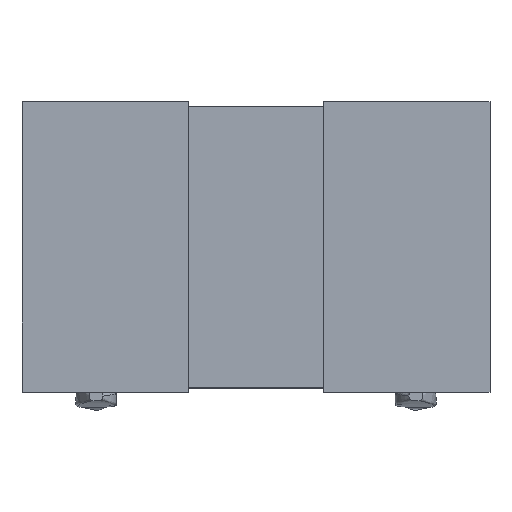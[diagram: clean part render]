
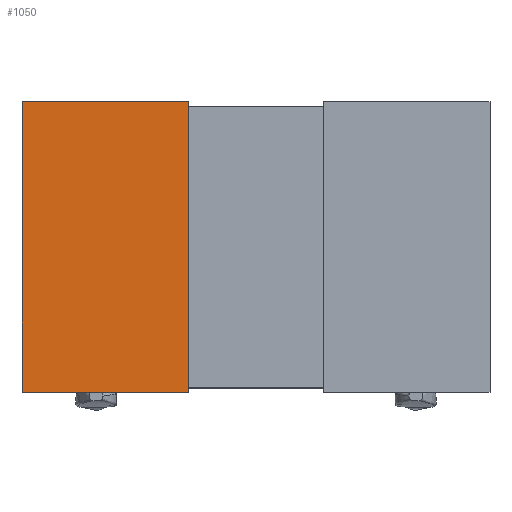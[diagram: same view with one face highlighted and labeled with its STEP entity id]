
A CAD part, top view. The second image highlights one B-rep face of the part: STEP entity #1050.
In plain terms, the highlighted planar face has unit normal (0, 0, 1).
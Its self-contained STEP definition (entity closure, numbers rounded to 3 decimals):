
#1050=ADVANCED_FACE('',(#1403),#1333,.T.);
#1333=PLANE('',#3657);
#1403=FACE_OUTER_BOUND('',#1491,.T.);
#1491=EDGE_LOOP('',(#2069,#2070,#2071,#2072));
#2069=ORIENTED_EDGE('',*,*,#3064,.T.);
#2070=ORIENTED_EDGE('',*,*,#3057,.T.);
#2071=ORIENTED_EDGE('',*,*,#3067,.T.);
#2072=ORIENTED_EDGE('',*,*,#3069,.T.);
#2728=VERTEX_POINT('',#5388);
#2729=VERTEX_POINT('',#5390);
#2734=VERTEX_POINT('',#5401);
#2736=VERTEX_POINT('',#5408);
#3057=EDGE_CURVE('',#2729,#2728,#3419,.T.);
#3064=EDGE_CURVE('',#2734,#2729,#3426,.T.);
#3067=EDGE_CURVE('',#2728,#2736,#3429,.T.);
#3069=EDGE_CURVE('',#2736,#2734,#3431,.T.);
#3419=LINE('',#5389,#3543);
#3426=LINE('',#5403,#3550);
#3429=LINE('',#5409,#3553);
#3431=LINE('',#5412,#3555);
#3543=VECTOR('',#4236,1.);
#3550=VECTOR('',#4245,1.);
#3553=VECTOR('',#4250,1.);
#3555=VECTOR('',#4254,1.);
#3657=AXIS2_PLACEMENT_3D('',#5414,#4257,#4258);
#4236=DIRECTION('',(0.,1.,0.));
#4245=DIRECTION('',(1.,0.,0.));
#4250=DIRECTION('',(-1.,0.,0.));
#4254=DIRECTION('',(0.,-1.,0.));
#4257=DIRECTION('',(0.,0.,1.));
#4258=DIRECTION('',(1.,0.,0.));
#5388=CARTESIAN_POINT('',(-0.3,0.645,0.85));
#5389=CARTESIAN_POINT('',(-0.3,-0.645,0.85));
#5390=CARTESIAN_POINT('',(-0.3,-0.645,0.85));
#5401=CARTESIAN_POINT('',(-1.04,-0.645,0.85));
#5403=CARTESIAN_POINT('',(-1.04,-0.645,0.85));
#5408=CARTESIAN_POINT('',(-1.04,0.645,0.85));
#5409=CARTESIAN_POINT('',(-0.3,0.645,0.85));
#5412=CARTESIAN_POINT('',(-1.04,0.645,0.85));
#5414=CARTESIAN_POINT('',(0.,0.,0.85));
